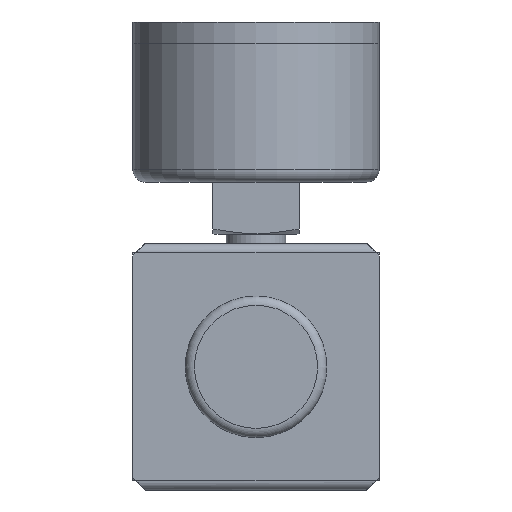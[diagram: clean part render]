
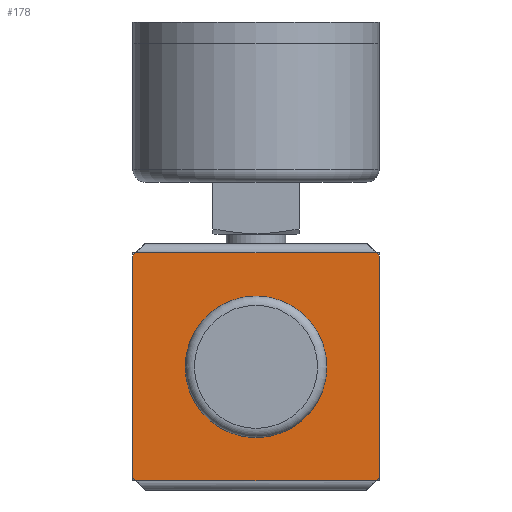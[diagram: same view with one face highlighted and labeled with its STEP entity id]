
A CAD part, front view. The second image highlights one B-rep face of the part: STEP entity #178.
In plain terms, the highlighted planar face has unit normal (0, -1, 0).
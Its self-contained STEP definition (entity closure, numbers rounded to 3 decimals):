
#178 = ADVANCED_FACE( '', ( #408, #409 ), #410, .F. );
#408 = FACE_BOUND( '', #914, .T. );
#409 = FACE_OUTER_BOUND( '', #915, .T. );
#410 = PLANE( '', #916 );
#914 = EDGE_LOOP( '', ( #1472 ) );
#915 = EDGE_LOOP( '', ( #1473, #1474, #1475, #1476, #1477, #1478, #1479, #1480 ) );
#916 = AXIS2_PLACEMENT_3D( '', #1481, #1482, #1483 );
#1472 = ORIENTED_EDGE( '', *, *, #3092, .F. );
#1473 = ORIENTED_EDGE( '', *, *, #3093, .F. );
#1474 = ORIENTED_EDGE( '', *, *, #3082, .T. );
#1475 = ORIENTED_EDGE( '', *, *, #3094, .F. );
#1476 = ORIENTED_EDGE( '', *, *, #3095, .F. );
#1477 = ORIENTED_EDGE( '', *, *, #3096, .F. );
#1478 = ORIENTED_EDGE( '', *, *, #3084, .F. );
#1479 = ORIENTED_EDGE( '', *, *, #3097, .F. );
#1480 = ORIENTED_EDGE( '', *, *, #3098, .F. );
#1481 = CARTESIAN_POINT( '', ( 0., -12., 0. ) );
#1482 = DIRECTION( '', ( 0., 1., 0. ) );
#1483 = DIRECTION( '', ( 0., 0., 1. ) );
#3082 = EDGE_CURVE( '', #3612, #3610, #3613, .F. );
#3084 = EDGE_CURVE( '', #3615, #3616, #3617, .F. );
#3092 = EDGE_CURVE( '', #3630, #3630, #3631, .F. );
#3093 = EDGE_CURVE( '', #3612, #3632, #3633, .T. );
#3094 = EDGE_CURVE( '', #3634, #3610, #3635, .T. );
#3095 = EDGE_CURVE( '', #3636, #3634, #3637, .T. );
#3096 = EDGE_CURVE( '', #3616, #3636, #3638, .T. );
#3097 = EDGE_CURVE( '', #3639, #3615, #3640, .T. );
#3098 = EDGE_CURVE( '', #3632, #3639, #3641, .T. );
#3610 = VERTEX_POINT( '', #4563 );
#3612 = VERTEX_POINT( '', #4565 );
#3613 = LINE( '', #4566, #4567 );
#3615 = VERTEX_POINT( '', #4569 );
#3616 = VERTEX_POINT( '', #4570 );
#3617 = LINE( '', #4571, #4572 );
#3630 = VERTEX_POINT( '', #4590 );
#3631 = CIRCLE( '', #4591, 11.5 );
#3632 = VERTEX_POINT( '', #4592 );
#3633 = LINE( '', #4593, #4594 );
#3634 = VERTEX_POINT( '', #4595 );
#3635 = LINE( '', #4596, #4597 );
#3636 = VERTEX_POINT( '', #4598 );
#3637 = LINE( '', #4599, #4600 );
#3638 = LINE( '', #4601, #4602 );
#3639 = VERTEX_POINT( '', #4603 );
#3640 = LINE( '', #4604, #4605 );
#3641 = LINE( '', #4606, #4607 );
#4563 = CARTESIAN_POINT( '', ( 19.5, -12., -18.5 ) );
#4565 = CARTESIAN_POINT( '', ( -19.5, -12., -18.5 ) );
#4566 = CARTESIAN_POINT( '', ( 25., -12., -18.5 ) );
#4567 = VECTOR( '', #5924, 1000. );
#4569 = CARTESIAN_POINT( '', ( -19.5, -12., 18.5 ) );
#4570 = CARTESIAN_POINT( '', ( 19.5, -12., 18.5 ) );
#4571 = CARTESIAN_POINT( '', ( 25., -12., 18.5 ) );
#4572 = VECTOR( '', #5928, 1000. );
#4590 = CARTESIAN_POINT( '', ( 0., -12., 11.5 ) );
#4591 = AXIS2_PLACEMENT_3D( '', #5940, #5941, #5942 );
#4592 = CARTESIAN_POINT( '', ( -20., -12., -18. ) );
#4593 = CARTESIAN_POINT( '', ( -18., -12., -20. ) );
#4594 = VECTOR( '', #5943, 1000. );
#4595 = CARTESIAN_POINT( '', ( 20., -12., -18. ) );
#4596 = CARTESIAN_POINT( '', ( 20., -12., -18. ) );
#4597 = VECTOR( '', #5944, 1000. );
#4598 = CARTESIAN_POINT( '', ( 20., -12., 18. ) );
#4599 = CARTESIAN_POINT( '', ( 20., -12., 18. ) );
#4600 = VECTOR( '', #5945, 1000. );
#4601 = CARTESIAN_POINT( '', ( 18., -12., 20. ) );
#4602 = VECTOR( '', #5946, 1000. );
#4603 = CARTESIAN_POINT( '', ( -20., -12., 18. ) );
#4604 = CARTESIAN_POINT( '', ( -20., -12., 18. ) );
#4605 = VECTOR( '', #5947, 1000. );
#4606 = CARTESIAN_POINT( '', ( -20., -12., -18. ) );
#4607 = VECTOR( '', #5948, 1000. );
#5924 = DIRECTION( '', ( -1., 0., 0. ) );
#5928 = DIRECTION( '', ( -1., 0., 0. ) );
#5940 = CARTESIAN_POINT( '', ( 0., -12., 0. ) );
#5941 = DIRECTION( '', ( 0., 1., 0. ) );
#5942 = DIRECTION( '', ( 0., 0., 1. ) );
#5943 = DIRECTION( '', ( -0.707, 0., 0.707 ) );
#5944 = DIRECTION( '', ( -0.707, 0., -0.707 ) );
#5945 = DIRECTION( '', ( 0., 0., -1. ) );
#5946 = DIRECTION( '', ( 0.707, 0., -0.707 ) );
#5947 = DIRECTION( '', ( 0.707, 0., 0.707 ) );
#5948 = DIRECTION( '', ( 0., 0., 1. ) );
